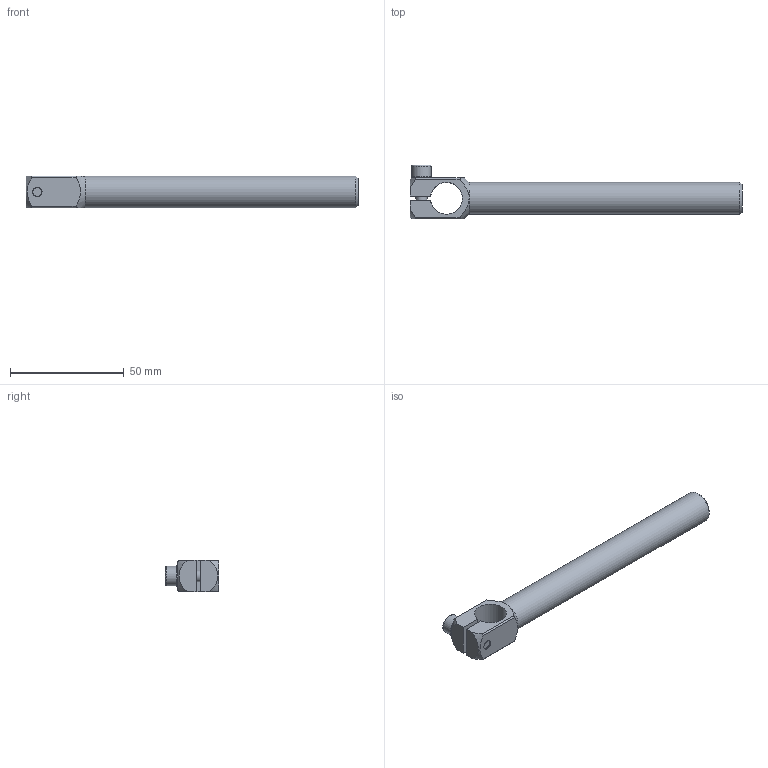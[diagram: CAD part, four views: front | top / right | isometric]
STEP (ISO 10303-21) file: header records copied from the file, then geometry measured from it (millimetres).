
FILE_DESCRIPTION((''),'2;1');
FILE_NAME('1-320-18-00-0 WKA 14-14-120.stp','2008-01-16T16:28:48',('Wilberg'),(''),'Autodesk Inventor 11','Autodesk Inventor 11','');
FILE_SCHEMA(('AUTOMOTIVE_DESIGN { 1 0 10303 214 1 1 1 1 }'));
Length unit declared in the file: millimetre
Products named in the file (4): 1-320-18-00-0 WKA 14-14-120; 1-320-18-01-0 WKA 14-14-120; BMU-493-005; ISO 4762-M5x18
Assembly tree (3 placements, depth 2):
  1-320-18-00-0 WKA 14-14-120
    1-320-18-01-0 WKA 14-14-120
    BMU-493-005
    ISO 4762-M5x18
Bounding box: 146 x 23.6 x 14 mm (x, y, z)
Volume: 14306.5 mm3; surface area: 11901.8 mm2
Topology: 3 solids, 3 shells, 49 faces, 109 edges, 68 vertices
Faces by surface type: plane 26, cylinder 12, cone 6, bspline 4, torus 1
Full cylindrical faces by diameter (mm): 5 x1, 5.3 x1, 8.5 x1, 9 x1, 14 x1
Entity records: 1422 total; most frequent: CARTESIAN_POINT 307, DIRECTION 222, ORIENTED_EDGE 188, EDGE_CURVE 94, AXIS2_PLACEMENT_3D 88, EDGE_LOOP 69, VERTEX_POINT 65, FACE_OUTER_BOUND 49
